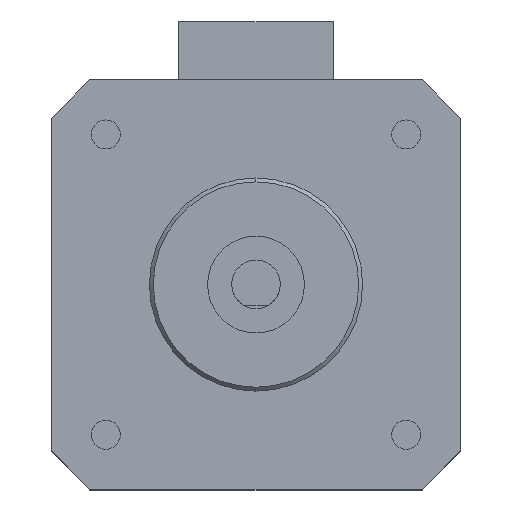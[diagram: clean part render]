
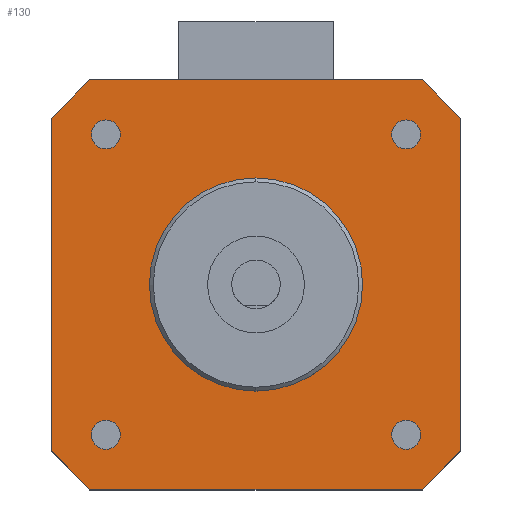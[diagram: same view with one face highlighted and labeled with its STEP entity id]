
A CAD part, top view. The second image highlights one B-rep face of the part: STEP entity #130.
In plain terms, the highlighted planar face has unit normal (0, 0, 1).
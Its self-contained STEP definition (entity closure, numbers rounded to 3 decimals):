
#130=ADVANCED_FACE('',(#329,#330,#331,#332,#333,#334),#335,.T.);
#329=FACE_BOUND('',#607,.T.);
#330=FACE_BOUND('',#608,.T.);
#331=FACE_BOUND('',#609,.T.);
#332=FACE_BOUND('',#610,.T.);
#333=FACE_OUTER_BOUND('',#611,.T.);
#334=FACE_BOUND('',#612,.T.);
#335=PLANE('',#613);
#607=EDGE_LOOP('',(#931,#932));
#608=EDGE_LOOP('',(#933,#934));
#609=EDGE_LOOP('',(#935,#936));
#610=EDGE_LOOP('',(#937,#938));
#611=EDGE_LOOP('',(#939,#940,#941,#942,#943,#944,#945,#946));
#612=EDGE_LOOP('',(#947,#948));
#613=AXIS2_PLACEMENT_3D('',#949,#950,#951);
#931=ORIENTED_EDGE('',*,*,#1630,.T.);
#932=ORIENTED_EDGE('',*,*,#1631,.T.);
#933=ORIENTED_EDGE('',*,*,#1632,.T.);
#934=ORIENTED_EDGE('',*,*,#1633,.T.);
#935=ORIENTED_EDGE('',*,*,#1634,.T.);
#936=ORIENTED_EDGE('',*,*,#1628,.T.);
#937=ORIENTED_EDGE('',*,*,#1635,.T.);
#938=ORIENTED_EDGE('',*,*,#1636,.T.);
#939=ORIENTED_EDGE('',*,*,#1637,.F.);
#940=ORIENTED_EDGE('',*,*,#1638,.F.);
#941=ORIENTED_EDGE('',*,*,#1639,.F.);
#942=ORIENTED_EDGE('',*,*,#1640,.F.);
#943=ORIENTED_EDGE('',*,*,#1641,.F.);
#944=ORIENTED_EDGE('',*,*,#1642,.F.);
#945=ORIENTED_EDGE('',*,*,#1621,.F.);
#946=ORIENTED_EDGE('',*,*,#1606,.F.);
#947=ORIENTED_EDGE('',*,*,#1643,.T.);
#948=ORIENTED_EDGE('',*,*,#1644,.T.);
#949=CARTESIAN_POINT('',(-21.15,-21.15,16.75));
#950=DIRECTION('',(0.0,0.,1.0));
#951=DIRECTION('',(0.0,1.0,0.));
#1606=EDGE_CURVE('',#1906,#1908,#1909,.T.);
#1621=EDGE_CURVE('',#1908,#1933,#1934,.T.);
#1628=EDGE_CURVE('',#1940,#1944,#1946,.T.);
#1630=EDGE_CURVE('',#1948,#1949,#1950,.T.);
#1631=EDGE_CURVE('',#1949,#1948,#1951,.T.);
#1632=EDGE_CURVE('',#1952,#1953,#1954,.T.);
#1633=EDGE_CURVE('',#1953,#1952,#1955,.T.);
#1634=EDGE_CURVE('',#1944,#1940,#1956,.T.);
#1635=EDGE_CURVE('',#1957,#1958,#1959,.T.);
#1636=EDGE_CURVE('',#1958,#1957,#1960,.T.);
#1637=EDGE_CURVE('',#1961,#1906,#1962,.T.);
#1638=EDGE_CURVE('',#1963,#1961,#1964,.T.);
#1639=EDGE_CURVE('',#1965,#1963,#1966,.T.);
#1640=EDGE_CURVE('',#1967,#1965,#1968,.T.);
#1641=EDGE_CURVE('',#1969,#1967,#1970,.T.);
#1642=EDGE_CURVE('',#1933,#1969,#1971,.T.);
#1643=EDGE_CURVE('',#1972,#1973,#1974,.T.);
#1644=EDGE_CURVE('',#1973,#1972,#1975,.T.);
#1906=VERTEX_POINT('',#2322);
#1908=VERTEX_POINT('',#2325);
#1909=LINE('',#2326,#2327);
#1933=VERTEX_POINT('',#2362);
#1934=LINE('',#2363,#2364);
#1940=VERTEX_POINT('',#2372);
#1944=VERTEX_POINT('',#2377);
#1946=CIRCLE('',#2380,1.5);
#1948=VERTEX_POINT('',#2382);
#1949=VERTEX_POINT('',#2383);
#1950=CIRCLE('',#2384,1.5);
#1951=CIRCLE('',#2385,1.5);
#1952=VERTEX_POINT('',#2386);
#1953=VERTEX_POINT('',#2387);
#1954=CIRCLE('',#2388,1.5);
#1955=CIRCLE('',#2389,1.5);
#1956=CIRCLE('',#2390,1.5);
#1957=VERTEX_POINT('',#2391);
#1958=VERTEX_POINT('',#2392);
#1959=CIRCLE('',#2393,1.5);
#1960=CIRCLE('',#2394,1.5);
#1961=VERTEX_POINT('',#2395);
#1962=LINE('',#2396,#2397);
#1963=VERTEX_POINT('',#2398);
#1964=LINE('',#2399,#2400);
#1965=VERTEX_POINT('',#2401);
#1966=LINE('',#2402,#2403);
#1967=VERTEX_POINT('',#2404);
#1968=LINE('',#2405,#2406);
#1969=VERTEX_POINT('',#2407);
#1970=LINE('',#2408,#2409);
#1971=LINE('',#2410,#2411);
#1972=VERTEX_POINT('',#2412);
#1973=VERTEX_POINT('',#2413);
#1974=CIRCLE('',#2414,11.0);
#1975=CIRCLE('',#2415,11.0);
#2322=CARTESIAN_POINT('',(-17.15,-21.15,16.75));
#2325=CARTESIAN_POINT('',(-21.15,-17.15,16.75));
#2326=CARTESIAN_POINT('',(-17.15,-21.15,16.75));
#2327=VECTOR('',#2834,1000.0);
#2362=CARTESIAN_POINT('',(-21.15,17.15,16.75));
#2363=CARTESIAN_POINT('',(-21.15,-17.15,16.75));
#2364=VECTOR('',#2846,1000.0);
#2372=CARTESIAN_POINT('',(-15.5,17.0,16.75));
#2377=CARTESIAN_POINT('',(-15.5,14.0,16.75));
#2380=AXIS2_PLACEMENT_3D('',#2854,#2855,#2856);
#2382=CARTESIAN_POINT('',(15.5,-17.0,16.75));
#2383=CARTESIAN_POINT('',(15.5,-14.0,16.75));
#2384=AXIS2_PLACEMENT_3D('',#2857,#2858,#2859);
#2385=AXIS2_PLACEMENT_3D('',#2860,#2861,#2862);
#2386=CARTESIAN_POINT('',(15.5,17.0,16.75));
#2387=CARTESIAN_POINT('',(15.5,14.0,16.75));
#2388=AXIS2_PLACEMENT_3D('',#2863,#2864,#2865);
#2389=AXIS2_PLACEMENT_3D('',#2866,#2867,#2868);
#2390=AXIS2_PLACEMENT_3D('',#2869,#2870,#2871);
#2391=CARTESIAN_POINT('',(-15.5,-14.0,16.75));
#2392=CARTESIAN_POINT('',(-15.5,-17.0,16.75));
#2393=AXIS2_PLACEMENT_3D('',#2872,#2873,#2874);
#2394=AXIS2_PLACEMENT_3D('',#2875,#2876,#2877);
#2395=CARTESIAN_POINT('',(17.15,-21.15,16.75));
#2396=CARTESIAN_POINT('',(-13.75,-21.15,16.75));
#2397=VECTOR('',#2878,1000.0);
#2398=CARTESIAN_POINT('',(21.15,-17.15,16.75));
#2399=CARTESIAN_POINT('',(21.15,-17.15,16.75));
#2400=VECTOR('',#2879,1000.0);
#2401=CARTESIAN_POINT('',(21.15,17.15,16.75));
#2402=CARTESIAN_POINT('',(21.15,17.15,16.75));
#2403=VECTOR('',#2880,1000.0);
#2404=CARTESIAN_POINT('',(17.15,21.15,16.75));
#2405=CARTESIAN_POINT('',(17.15,21.15,16.75));
#2406=VECTOR('',#2881,1000.0);
#2407=CARTESIAN_POINT('',(-17.15,21.15,16.75));
#2408=CARTESIAN_POINT('',(-17.15,21.15,16.75));
#2409=VECTOR('',#2882,1000.0);
#2410=CARTESIAN_POINT('',(-21.15,17.15,16.75));
#2411=VECTOR('',#2883,1000.0);
#2412=CARTESIAN_POINT('',(0.,11.0,16.75));
#2413=CARTESIAN_POINT('',(0.,-11.0,16.75));
#2414=AXIS2_PLACEMENT_3D('',#2884,#2885,#2886);
#2415=AXIS2_PLACEMENT_3D('',#2887,#2888,#2889);
#2834=DIRECTION('',(-0.707,0.707,0.));
#2846=DIRECTION('',(0.0,1.0,0.));
#2854=CARTESIAN_POINT('',(-15.5,15.5,16.75));
#2855=DIRECTION('',(0.0,0.,-1.0));
#2856=DIRECTION('',(0.0,-1.0,0.));
#2857=CARTESIAN_POINT('',(15.5,-15.5,16.75));
#2858=DIRECTION('',(0.0,0.,-1.0));
#2859=DIRECTION('',(0.0,-1.0,0.));
#2860=CARTESIAN_POINT('',(15.5,-15.5,16.75));
#2861=DIRECTION('',(0.0,0.,-1.0));
#2862=DIRECTION('',(0.0,-1.0,0.));
#2863=CARTESIAN_POINT('',(15.5,15.5,16.75));
#2864=DIRECTION('',(0.0,0.,-1.0));
#2865=DIRECTION('',(0.0,1.0,0.));
#2866=CARTESIAN_POINT('',(15.5,15.5,16.75));
#2867=DIRECTION('',(0.0,0.,-1.0));
#2868=DIRECTION('',(0.0,1.0,0.));
#2869=CARTESIAN_POINT('',(-15.5,15.5,16.75));
#2870=DIRECTION('',(0.0,0.,-1.0));
#2871=DIRECTION('',(0.0,-1.0,0.));
#2872=CARTESIAN_POINT('',(-15.5,-15.5,16.75));
#2873=DIRECTION('',(0.0,0.,-1.0));
#2874=DIRECTION('',(0.0,1.0,0.));
#2875=CARTESIAN_POINT('',(-15.5,-15.5,16.75));
#2876=DIRECTION('',(0.0,0.,-1.0));
#2877=DIRECTION('',(0.0,1.0,0.));
#2878=DIRECTION('',(-1.0,0.0,0.0));
#2879=DIRECTION('',(-0.707,-0.707,0.));
#2880=DIRECTION('',(0.,-1.0,0.));
#2881=DIRECTION('',(0.707,-0.707,0.));
#2882=DIRECTION('',(1.0,0.,0.));
#2883=DIRECTION('',(0.707,0.707,0.));
#2884=CARTESIAN_POINT('',(0.,0.,16.75));
#2885=DIRECTION('',(0.0,0.,-1.0));
#2886=DIRECTION('',(0.0,1.0,0.));
#2887=CARTESIAN_POINT('',(0.,0.,16.75));
#2888=DIRECTION('',(0.0,0.,-1.0));
#2889=DIRECTION('',(0.0,1.0,0.));
